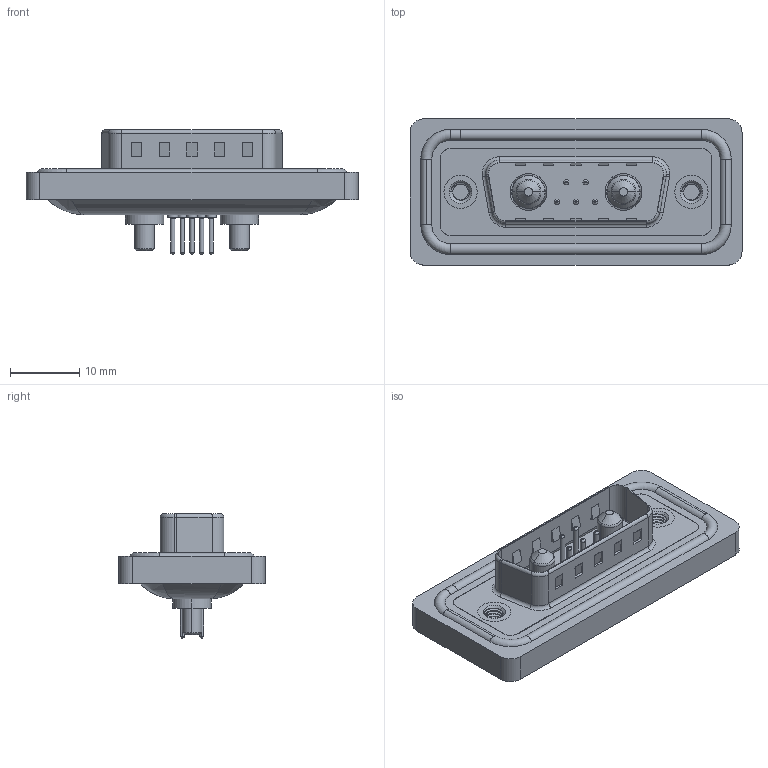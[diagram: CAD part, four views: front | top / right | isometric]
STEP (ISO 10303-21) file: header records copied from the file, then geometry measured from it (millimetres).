
FILE_DESCRIPTION (( 'STEP AP203' ), '1' );
FILE_NAME ('627W7W2-224-2NA.STEP', '2020-09-14T18:54:06', ( '' ), ( '' ), 'SwSTEP 2.0', 'SolidWorks 2020', '' );
FILE_SCHEMA (( 'CONFIG_CONTROL_DESIGN' ));
Length unit declared in the file: millimetre
Products named in the file (9): 627Combo Shell Rear_15 Contacts; 627Combo Housing_7W2; 627Combo Contact Row 2_24; 627Combo Waterproof Housing_15 Contacts; 627Combo Threaded Rivet_A; Power Pin_20A S; 627Combo Contact Row 1_24; 627W7W2-224-2NA; 627Combo Shell Front_15 Contacts
Assembly tree (13 placements, depth 2):
  627W7W2-224-2NA
    627Combo Housing_7W2
    627Combo Waterproof Housing_15 Contacts
    627Combo Shell Rear_15 Contacts
    627Combo Shell Front_15 Contacts
    627Combo Threaded Rivet_A  x2
    Power Pin_20A S  x2
    627Combo Contact Row 1_24  x2
    627Combo Contact Row 2_24  x3
Bounding box: 47.9 x 21.1 x 17.9 mm (x, y, z)
Volume: 5518.4 mm3; surface area: 8790.3 mm2
Topology: 16 solids, 16 shells, 708 faces, 1657 edges, 1025 vertices
Faces by surface type: cylinder 294, plane 232, torus 148, cone 22, bspline 12
Entity records: 19455 total; most frequent: CARTESIAN_POINT 5000, DIRECTION 2993, ORIENTED_EDGE 2670, EDGE_CURVE 1335, AXIS2_PLACEMENT_3D 1166, VERTEX_POINT 837, LINE 661, VECTOR 661
